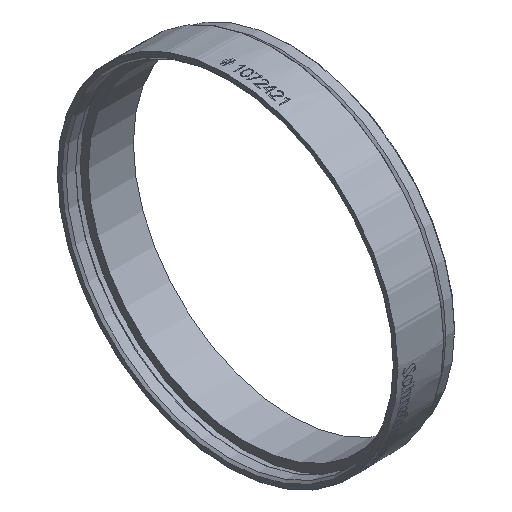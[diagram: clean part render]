
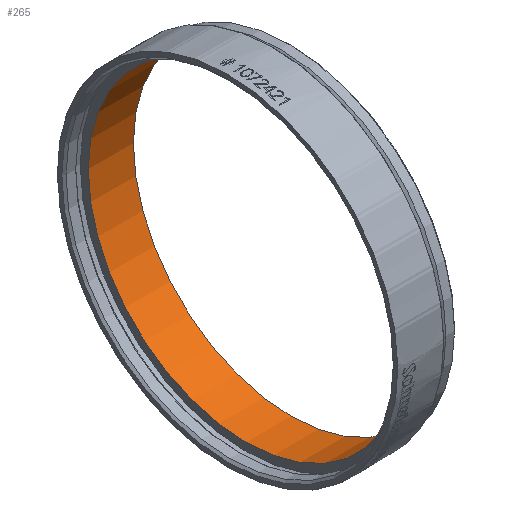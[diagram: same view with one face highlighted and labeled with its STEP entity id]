
A CAD part, isometric view. The second image highlights one B-rep face of the part: STEP entity #265.
In plain terms, the highlighted cylindrical face has radius 34.3 mm (diameter 68.6 mm), a full revolution.
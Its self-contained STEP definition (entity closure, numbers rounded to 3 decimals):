
#265=ADVANCED_FACE('',(#479,#480),#350,.F.);
#350=CYLINDRICAL_SURFACE('',#3323,34.3);
#364=CIRCLE('',#3320,34.3);
#365=CIRCLE('',#3322,34.3);
#479=FACE_BOUND('',#661,.T.);
#480=FACE_BOUND('',#662,.T.);
#661=EDGE_LOOP('',(#1687));
#662=EDGE_LOOP('',(#1688));
#1687=ORIENTED_EDGE('',*,*,#2720,.F.);
#1688=ORIENTED_EDGE('',*,*,#2719,.T.);
#2205=VERTEX_POINT('',#7012);
#2206=VERTEX_POINT('',#7015);
#2719=EDGE_CURVE('',#2205,#2205,#364,.T.);
#2720=EDGE_CURVE('',#2206,#2206,#365,.T.);
#3320=AXIS2_PLACEMENT_3D('',#7011,#3527,#3528);
#3322=AXIS2_PLACEMENT_3D('',#7014,#3531,#3532);
#3323=AXIS2_PLACEMENT_3D('',#7016,#3533,#3534);
#3527=DIRECTION('',(-1.,0.,0.));
#3528=DIRECTION('',(0.,1.,0.));
#3531=DIRECTION('',(-1.,0.,0.));
#3532=DIRECTION('',(0.,1.,0.));
#3533=DIRECTION('',(-1.,0.,0.));
#3534=DIRECTION('',(0.,1.,0.));
#7011=CARTESIAN_POINT('',(4.,0.,0.));
#7012=CARTESIAN_POINT('',(4.,34.3,0.));
#7014=CARTESIAN_POINT('',(13.8,0.,0.));
#7015=CARTESIAN_POINT('',(13.8,34.3,0.));
#7016=CARTESIAN_POINT('',(13.8,0.,0.));
